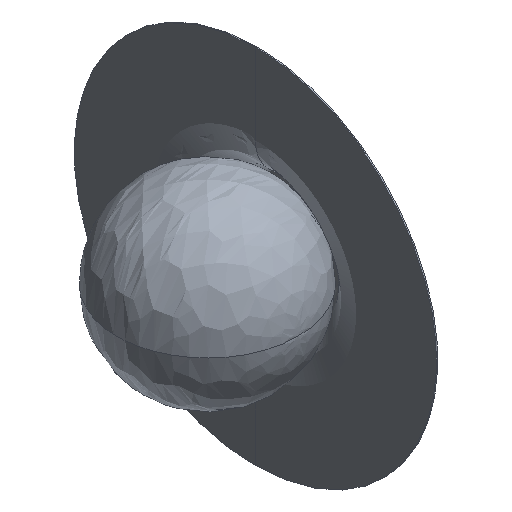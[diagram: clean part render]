
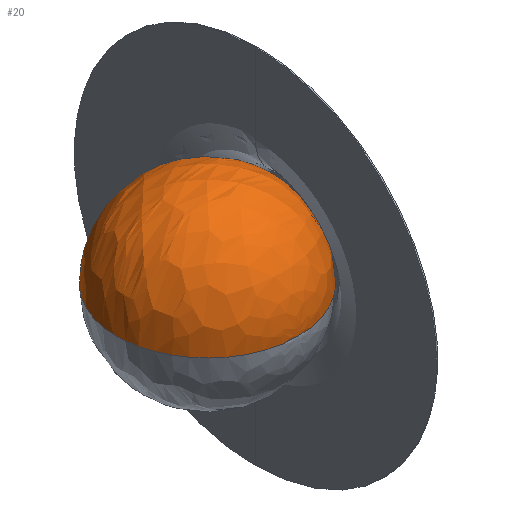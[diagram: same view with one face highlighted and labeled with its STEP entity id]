
A CAD part, isometric view. The second image highlights one B-rep face of the part: STEP entity #20.
In plain terms, the highlighted free-form (B-spline) face has degree [2, 2] with [5, 5] control points.
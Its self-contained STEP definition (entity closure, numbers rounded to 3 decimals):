
#20=ADVANCED_FACE('',(#28),#88,.T.);
#28=FACE_OUTER_BOUND('',#36,.T.);
#36=EDGE_LOOP('',(#44,#45));
#44=ORIENTED_EDGE('',*,*,#69,.T.);
#45=ORIENTED_EDGE('',*,*,#68,.F.);
#68=EDGE_CURVE('',#80,#81,#97,.T.);
#69=EDGE_CURVE('',#80,#81,#98,.T.);
#80=VERTEX_POINT('',#270);
#81=VERTEX_POINT('',#271);
#88=(
BOUNDED_SURFACE()
B_SPLINE_SURFACE(2,2,((#220,#221,#222,#223,#224),(#225,#226,#227,#228,#229),
(#230,#231,#232,#233,#234),(#235,#236,#237,#238,#239),(#240,#241,#242,#243,
#244)),.UNSPECIFIED.,.F.,.F.,.F.)
B_SPLINE_SURFACE_WITH_KNOTS((3,2,3),(3,2,3),(0.,117.81,235.619),
(-117.81,0.,117.81),.UNSPECIFIED.)
GEOMETRIC_REPRESENTATION_ITEM()
RATIONAL_B_SPLINE_SURFACE(((1.,0.707,1.,0.707,1.),
(0.707,0.5,0.707,0.5,0.707),(1.,0.707,
1.,0.707,1.),(0.707,0.5,0.707,0.5,0.707),
(1.,0.707,1.,0.707,1.)))
REPRESENTATION_ITEM('')
SURFACE()
);
#97=(
BOUNDED_CURVE()
B_SPLINE_CURVE(2,(#272,#273,#274,#275,#276),.UNSPECIFIED.,.F.,.F.)
B_SPLINE_CURVE_WITH_KNOTS((3,2,3),(-117.81,0.,117.81),
 .UNSPECIFIED.)
CURVE()
GEOMETRIC_REPRESENTATION_ITEM()
RATIONAL_B_SPLINE_CURVE((1.,0.707,1.,0.707,1.))
REPRESENTATION_ITEM('')
);
#98=(
BOUNDED_CURVE()
B_SPLINE_CURVE(2,(#277,#278,#279,#280,#281),.UNSPECIFIED.,.F.,.F.)
B_SPLINE_CURVE_WITH_KNOTS((3,2,3),(-117.81,0.,117.81),
 .UNSPECIFIED.)
CURVE()
GEOMETRIC_REPRESENTATION_ITEM()
RATIONAL_B_SPLINE_CURVE((1.,0.707,1.,0.707,1.))
REPRESENTATION_ITEM('')
);
#220=CARTESIAN_POINT('',(445.978,-125.152,1773.122));
#221=CARTESIAN_POINT('',(320.826,-125.152,1773.122));
#222=CARTESIAN_POINT('',(320.826,0.,1773.122));
#223=CARTESIAN_POINT('',(320.826,125.152,1773.122));
#224=CARTESIAN_POINT('',(445.978,125.152,1773.122));
#225=CARTESIAN_POINT('',(445.978,-125.152,1773.122));
#226=CARTESIAN_POINT('',(320.826,-125.152,1898.273));
#227=CARTESIAN_POINT('',(320.826,0.,1898.273));
#228=CARTESIAN_POINT('',(320.826,125.152,1898.273));
#229=CARTESIAN_POINT('',(445.978,125.152,1773.122));
#230=CARTESIAN_POINT('',(445.978,-125.152,1773.122));
#231=CARTESIAN_POINT('',(445.978,-125.152,1898.273));
#232=CARTESIAN_POINT('',(445.978,0.,1898.273));
#233=CARTESIAN_POINT('',(445.978,125.152,1898.273));
#234=CARTESIAN_POINT('',(445.978,125.152,1773.122));
#235=CARTESIAN_POINT('',(445.978,-125.152,1773.122));
#236=CARTESIAN_POINT('',(571.129,-125.152,1898.273));
#237=CARTESIAN_POINT('',(571.129,0.,1898.273));
#238=CARTESIAN_POINT('',(571.129,125.152,1898.273));
#239=CARTESIAN_POINT('',(445.978,125.152,1773.122));
#240=CARTESIAN_POINT('',(445.978,-125.152,1773.122));
#241=CARTESIAN_POINT('',(571.129,-125.152,1773.122));
#242=CARTESIAN_POINT('',(571.129,0.,1773.122));
#243=CARTESIAN_POINT('',(571.129,125.152,1773.122));
#244=CARTESIAN_POINT('',(445.978,125.152,1773.122));
#270=CARTESIAN_POINT('',(445.978,-125.152,1773.122));
#271=CARTESIAN_POINT('',(445.978,125.152,1773.122));
#272=CARTESIAN_POINT('',(445.978,-125.152,1773.122));
#273=CARTESIAN_POINT('',(320.826,-125.152,1773.122));
#274=CARTESIAN_POINT('',(320.826,0.,1773.122));
#275=CARTESIAN_POINT('',(320.826,125.152,1773.122));
#276=CARTESIAN_POINT('',(445.978,125.152,1773.122));
#277=CARTESIAN_POINT('',(445.978,-125.152,1773.122));
#278=CARTESIAN_POINT('',(571.129,-125.152,1773.122));
#279=CARTESIAN_POINT('',(571.129,0.,1773.122));
#280=CARTESIAN_POINT('',(571.129,125.152,1773.122));
#281=CARTESIAN_POINT('',(445.978,125.152,1773.122));
